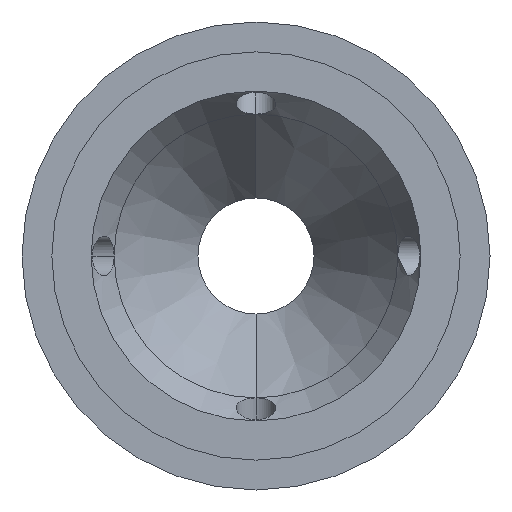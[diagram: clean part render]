
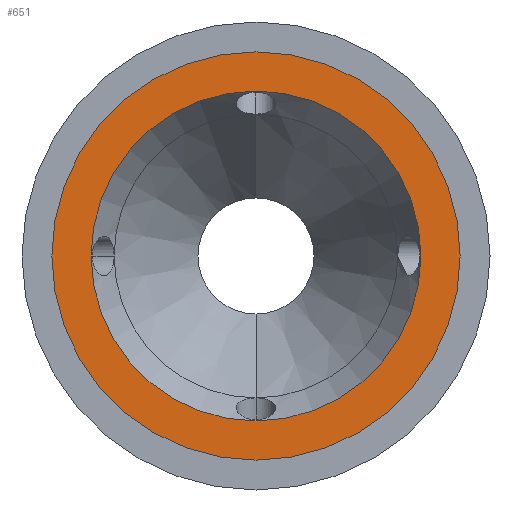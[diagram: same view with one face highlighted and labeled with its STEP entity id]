
A CAD part, left-side view. The second image highlights one B-rep face of the part: STEP entity #651.
In plain terms, the highlighted planar face has unit normal (-1, 0, 0).
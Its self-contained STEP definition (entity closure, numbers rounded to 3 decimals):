
#41 = ORIENTED_EDGE ( 'NONE', *, *, #949, .T. ) ;
#53 = CARTESIAN_POINT ( 'NONE',  ( 6.763, 0., 16.51 ) ) ;
#54 = EDGE_CURVE ( 'NONE', #1189, #994, #642, .T. ) ;
#112 = VERTEX_POINT ( 'NONE', #817 ) ;
#176 = DIRECTION ( 'NONE',  ( 0., 0., -1. ) ) ;
#194 = CARTESIAN_POINT ( 'NONE',  ( 6.763, 0., -13.335 ) ) ;
#242 = DIRECTION ( 'NONE',  ( 0., 0., 1. ) ) ;
#251 = ORIENTED_EDGE ( 'NONE', *, *, #1128, .F. ) ;
#267 = CARTESIAN_POINT ( 'NONE',  ( 6.763, 0., 0. ) ) ;
#314 = DIRECTION ( 'NONE',  ( -1., 0., 0. ) ) ;
#370 = CIRCLE ( 'NONE', #419, 13.335 ) ;
#410 = AXIS2_PLACEMENT_3D ( 'NONE', #1037, #757, #865 ) ;
#419 = AXIS2_PLACEMENT_3D ( 'NONE', #1140, #314, #925 ) ;
#429 = ORIENTED_EDGE ( 'NONE', *, *, #976, .F. ) ;
#438 = PLANE ( 'NONE',  #410 ) ;
#510 = EDGE_LOOP ( 'NONE', ( #251, #429 ) ) ;
#552 = CARTESIAN_POINT ( 'NONE',  ( 6.763, 0., 0. ) ) ;
#626 = CARTESIAN_POINT ( 'NONE',  ( 6.763, 0., 0. ) ) ;
#642 = CIRCLE ( 'NONE', #784, 16.51 ) ;
#651 = ADVANCED_FACE ( 'NONE', ( #763, #1312 ), #438, .T. ) ;
#671 = CIRCLE ( 'NONE', #948, 16.51 ) ;
#738 = DIRECTION ( 'NONE',  ( 0., 0., -1. ) ) ;
#757 = DIRECTION ( 'NONE',  ( -1., 0., 0. ) ) ;
#763 = FACE_BOUND ( 'NONE', #510, .T. ) ;
#784 = AXIS2_PLACEMENT_3D ( 'NONE', #267, #1192, #176 ) ;
#817 = CARTESIAN_POINT ( 'NONE',  ( 6.763, 0., 13.335 ) ) ;
#843 = CARTESIAN_POINT ( 'NONE',  ( 6.763, 0., -16.51 ) ) ;
#865 = DIRECTION ( 'NONE',  ( 0., 0., 1. ) ) ;
#925 = DIRECTION ( 'NONE',  ( 0., -1., 0. ) ) ;
#948 = AXIS2_PLACEMENT_3D ( 'NONE', #626, #1028, #738 ) ;
#949 = EDGE_CURVE ( 'NONE', #994, #1189, #671, .T. ) ;
#976 = EDGE_CURVE ( 'NONE', #112, #1281, #370, .T. ) ;
#994 = VERTEX_POINT ( 'NONE', #843 ) ;
#1028 = DIRECTION ( 'NONE',  ( -1., 0., 0. ) ) ;
#1033 = AXIS2_PLACEMENT_3D ( 'NONE', #552, #1268, #242 ) ;
#1037 = CARTESIAN_POINT ( 'NONE',  ( 6.763, -16.708, -16.708 ) ) ;
#1103 = EDGE_LOOP ( 'NONE', ( #41, #1299 ) ) ;
#1128 = EDGE_CURVE ( 'NONE', #1281, #112, #1292, .T. ) ;
#1140 = CARTESIAN_POINT ( 'NONE',  ( 6.763, 0., 0. ) ) ;
#1189 = VERTEX_POINT ( 'NONE', #53 ) ;
#1192 = DIRECTION ( 'NONE',  ( -1., 0., 0. ) ) ;
#1268 = DIRECTION ( 'NONE',  ( -1., 0., 0. ) ) ;
#1281 = VERTEX_POINT ( 'NONE', #194 ) ;
#1292 = CIRCLE ( 'NONE', #1033, 13.335 ) ;
#1299 = ORIENTED_EDGE ( 'NONE', *, *, #54, .T. ) ;
#1312 = FACE_OUTER_BOUND ( 'NONE', #1103, .T. ) ;
